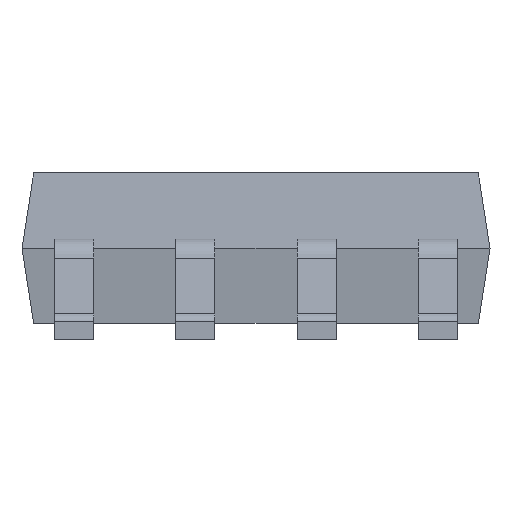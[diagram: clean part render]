
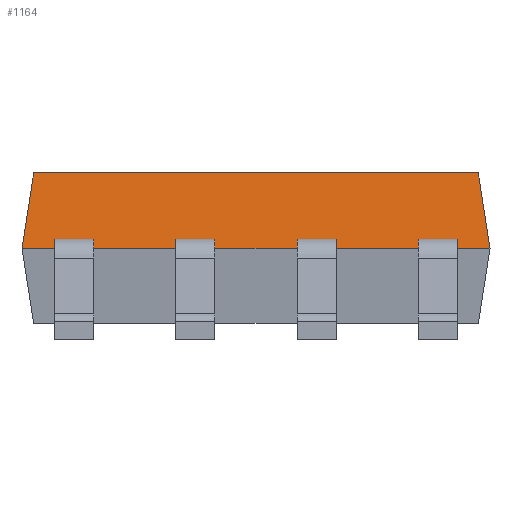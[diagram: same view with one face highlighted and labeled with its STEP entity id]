
A CAD part, left-side view. The second image highlights one B-rep face of the part: STEP entity #1164.
In plain terms, the highlighted free-form (B-spline) face has degree [1, 1] with [2, 2] control points.
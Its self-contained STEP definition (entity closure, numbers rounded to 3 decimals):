
#24 = VERTEX_POINT('',#25);
#25 = CARTESIAN_POINT('',(-1.85,-2.33,1.75));
#31 = EDGE_CURVE('',#24,#32,#34,.T.);
#32 = VERTEX_POINT('',#33);
#33 = CARTESIAN_POINT('',(-1.85,2.33,1.75));
#34 = LINE('',#35,#36);
#35 = CARTESIAN_POINT('',(-1.85,-2.33,1.75));
#36 = VECTOR('',#37,1.);
#37 = DIRECTION('',(0.,1.,0.));
#969 = EDGE_CURVE('',#24,#970,#972,.T.);
#970 = VERTEX_POINT('',#971);
#971 = CARTESIAN_POINT('',(-1.948,-2.453,0.963));
#972 = B_SPLINE_CURVE_WITH_KNOTS('',1,(#973,#974),.UNSPECIFIED.,.F.,.F.,
  (2,2),(0.,1.),.PIECEWISE_BEZIER_KNOTS.);
#973 = CARTESIAN_POINT('',(-1.85,-2.33,1.75));
#974 = CARTESIAN_POINT('',(-1.948,-2.453,0.963));
#1164 = ADVANCED_FACE('',(#1165),#1330,.T.);
#1165 = FACE_BOUND('',#1166,.T.);
#1166 = EDGE_LOOP('',(#1167,#1168,#1169,#1176,#1184,#1196,#1203,#1215,
    #1223,#1233,#1240,#1250,#1258,#1268,#1275,#1285,#1293,#1305,#1312,
    #1324));
#1167 = ORIENTED_EDGE('',*,*,#969,.F.);
#1168 = ORIENTED_EDGE('',*,*,#31,.T.);
#1169 = ORIENTED_EDGE('',*,*,#1170,.T.);
#1170 = EDGE_CURVE('',#32,#1171,#1173,.T.);
#1171 = VERTEX_POINT('',#1172);
#1172 = CARTESIAN_POINT('',(-1.948,2.453,0.963));
#1173 = B_SPLINE_CURVE_WITH_KNOTS('',1,(#1174,#1175),.UNSPECIFIED.,.F.,
  .F.,(2,2),(0.,1.),.PIECEWISE_BEZIER_KNOTS.);
#1174 = CARTESIAN_POINT('',(-1.85,2.33,1.75));
#1175 = CARTESIAN_POINT('',(-1.948,2.453,0.963));
#1176 = ORIENTED_EDGE('',*,*,#1177,.F.);
#1177 = EDGE_CURVE('',#1178,#1171,#1180,.T.);
#1178 = VERTEX_POINT('',#1179);
#1179 = CARTESIAN_POINT('',(-1.948,2.11,0.963));
#1180 = LINE('',#1181,#1182);
#1181 = CARTESIAN_POINT('',(-1.948,-2.453,0.963));
#1182 = VECTOR('',#1183,1.);
#1183 = DIRECTION('',(0.,1.,0.));
#1184 = ORIENTED_EDGE('',*,*,#1185,.F.);
#1185 = EDGE_CURVE('',#1186,#1178,#1188,.T.);
#1186 = VERTEX_POINT('',#1187);
#1187 = CARTESIAN_POINT('',(-1.936,2.11,1.058));
#1188 = B_SPLINE_CURVE_WITH_KNOTS('',6,(#1189,#1190,#1191,#1192,#1193,
    #1194,#1195),.UNSPECIFIED.,.F.,.F.,(7,7),(0.,1.),
  .PIECEWISE_BEZIER_KNOTS.);
#1189 = CARTESIAN_POINT('',(-1.936,2.11,1.058));
#1190 = CARTESIAN_POINT('',(-1.938,2.11,1.041));
#1191 = CARTESIAN_POINT('',(-1.939,2.11,1.028));
#1192 = CARTESIAN_POINT('',(-1.942,2.11,1.011));
#1193 = CARTESIAN_POINT('',(-1.944,2.11,0.989));
#1194 = CARTESIAN_POINT('',(-1.947,2.11,0.968));
#1195 = CARTESIAN_POINT('',(-1.948,2.11,0.963));
#1196 = ORIENTED_EDGE('',*,*,#1197,.T.);
#1197 = EDGE_CURVE('',#1186,#1198,#1200,.T.);
#1198 = VERTEX_POINT('',#1199);
#1199 = CARTESIAN_POINT('',(-1.936,1.7,1.058));
#1200 = B_SPLINE_CURVE_WITH_KNOTS('',1,(#1201,#1202),.UNSPECIFIED.,.F.,
  .F.,(2,2),(0.,1.),.PIECEWISE_BEZIER_KNOTS.);
#1201 = CARTESIAN_POINT('',(-1.936,2.11,1.058));
#1202 = CARTESIAN_POINT('',(-1.936,1.7,1.058));
#1203 = ORIENTED_EDGE('',*,*,#1204,.T.);
#1204 = EDGE_CURVE('',#1198,#1205,#1207,.T.);
#1205 = VERTEX_POINT('',#1206);
#1206 = CARTESIAN_POINT('',(-1.948,1.7,0.963));
#1207 = B_SPLINE_CURVE_WITH_KNOTS('',6,(#1208,#1209,#1210,#1211,#1212,
    #1213,#1214),.UNSPECIFIED.,.F.,.F.,(7,7),(0.,1.),
  .PIECEWISE_BEZIER_KNOTS.);
#1208 = CARTESIAN_POINT('',(-1.936,1.7,1.058));
#1209 = CARTESIAN_POINT('',(-1.938,1.7,1.039));
#1210 = CARTESIAN_POINT('',(-1.94,1.7,1.026));
#1211 = CARTESIAN_POINT('',(-1.942,1.7,1.009));
#1212 = CARTESIAN_POINT('',(-1.944,1.7,0.988));
#1213 = CARTESIAN_POINT('',(-1.947,1.7,0.967));
#1214 = CARTESIAN_POINT('',(-1.948,1.7,0.963));
#1215 = ORIENTED_EDGE('',*,*,#1216,.F.);
#1216 = EDGE_CURVE('',#1217,#1205,#1219,.T.);
#1217 = VERTEX_POINT('',#1218);
#1218 = CARTESIAN_POINT('',(-1.948,0.84,0.963));
#1219 = LINE('',#1220,#1221);
#1220 = CARTESIAN_POINT('',(-1.948,-2.453,0.963));
#1221 = VECTOR('',#1222,1.);
#1222 = DIRECTION('',(0.,1.,0.));
#1223 = ORIENTED_EDGE('',*,*,#1224,.F.);
#1224 = EDGE_CURVE('',#1225,#1217,#1227,.T.);
#1225 = VERTEX_POINT('',#1226);
#1226 = CARTESIAN_POINT('',(-1.936,0.84,1.058));
#1227 = B_SPLINE_CURVE_WITH_KNOTS('',4,(#1228,#1229,#1230,#1231,#1232),
  .UNSPECIFIED.,.F.,.F.,(5,5),(0.,1.),.PIECEWISE_BEZIER_KNOTS.);
#1228 = CARTESIAN_POINT('',(-1.936,0.84,1.058));
#1229 = CARTESIAN_POINT('',(-1.939,0.84,1.034));
#1230 = CARTESIAN_POINT('',(-1.942,0.84,1.01));
#1231 = CARTESIAN_POINT('',(-1.945,0.84,0.986));
#1232 = CARTESIAN_POINT('',(-1.948,0.84,0.963));
#1233 = ORIENTED_EDGE('',*,*,#1234,.T.);
#1234 = EDGE_CURVE('',#1225,#1235,#1237,.T.);
#1235 = VERTEX_POINT('',#1236);
#1236 = CARTESIAN_POINT('',(-1.936,0.43,1.058));
#1237 = B_SPLINE_CURVE_WITH_KNOTS('',1,(#1238,#1239),.UNSPECIFIED.,.F.,
  .F.,(2,2),(0.,1.),.PIECEWISE_BEZIER_KNOTS.);
#1238 = CARTESIAN_POINT('',(-1.936,0.84,1.058));
#1239 = CARTESIAN_POINT('',(-1.936,0.43,1.058));
#1240 = ORIENTED_EDGE('',*,*,#1241,.T.);
#1241 = EDGE_CURVE('',#1235,#1242,#1244,.T.);
#1242 = VERTEX_POINT('',#1243);
#1243 = CARTESIAN_POINT('',(-1.948,0.43,0.963));
#1244 = B_SPLINE_CURVE_WITH_KNOTS('',4,(#1245,#1246,#1247,#1248,#1249),
  .UNSPECIFIED.,.F.,.F.,(5,5),(0.,1.),.PIECEWISE_BEZIER_KNOTS.);
#1245 = CARTESIAN_POINT('',(-1.936,0.43,1.058));
#1246 = CARTESIAN_POINT('',(-1.939,0.43,1.034));
#1247 = CARTESIAN_POINT('',(-1.942,0.43,1.01));
#1248 = CARTESIAN_POINT('',(-1.945,0.43,0.986));
#1249 = CARTESIAN_POINT('',(-1.948,0.43,0.963));
#1250 = ORIENTED_EDGE('',*,*,#1251,.F.);
#1251 = EDGE_CURVE('',#1252,#1242,#1254,.T.);
#1252 = VERTEX_POINT('',#1253);
#1253 = CARTESIAN_POINT('',(-1.948,-0.43,0.963));
#1254 = LINE('',#1255,#1256);
#1255 = CARTESIAN_POINT('',(-1.948,-2.453,0.963));
#1256 = VECTOR('',#1257,1.);
#1257 = DIRECTION('',(0.,1.,0.));
#1258 = ORIENTED_EDGE('',*,*,#1259,.F.);
#1259 = EDGE_CURVE('',#1260,#1252,#1262,.T.);
#1260 = VERTEX_POINT('',#1261);
#1261 = CARTESIAN_POINT('',(-1.936,-0.43,1.058));
#1262 = B_SPLINE_CURVE_WITH_KNOTS('',4,(#1263,#1264,#1265,#1266,#1267),
  .UNSPECIFIED.,.F.,.F.,(5,5),(0.,1.),.PIECEWISE_BEZIER_KNOTS.);
#1263 = CARTESIAN_POINT('',(-1.936,-0.43,1.058));
#1264 = CARTESIAN_POINT('',(-1.939,-0.43,1.034));
#1265 = CARTESIAN_POINT('',(-1.942,-0.43,1.01));
#1266 = CARTESIAN_POINT('',(-1.945,-0.43,0.986));
#1267 = CARTESIAN_POINT('',(-1.948,-0.43,0.963));
#1268 = ORIENTED_EDGE('',*,*,#1269,.T.);
#1269 = EDGE_CURVE('',#1260,#1270,#1272,.T.);
#1270 = VERTEX_POINT('',#1271);
#1271 = CARTESIAN_POINT('',(-1.936,-0.84,1.058));
#1272 = B_SPLINE_CURVE_WITH_KNOTS('',1,(#1273,#1274),.UNSPECIFIED.,.F.,
  .F.,(2,2),(0.,1.),.PIECEWISE_BEZIER_KNOTS.);
#1273 = CARTESIAN_POINT('',(-1.936,-0.43,1.058));
#1274 = CARTESIAN_POINT('',(-1.936,-0.84,1.058));
#1275 = ORIENTED_EDGE('',*,*,#1276,.T.);
#1276 = EDGE_CURVE('',#1270,#1277,#1279,.T.);
#1277 = VERTEX_POINT('',#1278);
#1278 = CARTESIAN_POINT('',(-1.948,-0.84,0.963));
#1279 = B_SPLINE_CURVE_WITH_KNOTS('',4,(#1280,#1281,#1282,#1283,#1284),
  .UNSPECIFIED.,.F.,.F.,(5,5),(0.,1.),.PIECEWISE_BEZIER_KNOTS.);
#1280 = CARTESIAN_POINT('',(-1.936,-0.84,1.058));
#1281 = CARTESIAN_POINT('',(-1.939,-0.84,1.034));
#1282 = CARTESIAN_POINT('',(-1.942,-0.84,1.01));
#1283 = CARTESIAN_POINT('',(-1.945,-0.84,0.986));
#1284 = CARTESIAN_POINT('',(-1.948,-0.84,0.963));
#1285 = ORIENTED_EDGE('',*,*,#1286,.F.);
#1286 = EDGE_CURVE('',#1287,#1277,#1289,.T.);
#1287 = VERTEX_POINT('',#1288);
#1288 = CARTESIAN_POINT('',(-1.948,-1.7,0.963));
#1289 = LINE('',#1290,#1291);
#1290 = CARTESIAN_POINT('',(-1.948,-2.453,0.963));
#1291 = VECTOR('',#1292,1.);
#1292 = DIRECTION('',(0.,1.,0.));
#1293 = ORIENTED_EDGE('',*,*,#1294,.F.);
#1294 = EDGE_CURVE('',#1295,#1287,#1297,.T.);
#1295 = VERTEX_POINT('',#1296);
#1296 = CARTESIAN_POINT('',(-1.936,-1.7,1.058));
#1297 = B_SPLINE_CURVE_WITH_KNOTS('',6,(#1298,#1299,#1300,#1301,#1302,
    #1303,#1304),.UNSPECIFIED.,.F.,.F.,(7,7),(0.,1.),
  .PIECEWISE_BEZIER_KNOTS.);
#1298 = CARTESIAN_POINT('',(-1.936,-1.7,1.058));
#1299 = CARTESIAN_POINT('',(-1.938,-1.7,1.039));
#1300 = CARTESIAN_POINT('',(-1.94,-1.7,1.026));
#1301 = CARTESIAN_POINT('',(-1.942,-1.7,1.009));
#1302 = CARTESIAN_POINT('',(-1.944,-1.7,0.988));
#1303 = CARTESIAN_POINT('',(-1.947,-1.7,0.967));
#1304 = CARTESIAN_POINT('',(-1.948,-1.7,0.963));
#1305 = ORIENTED_EDGE('',*,*,#1306,.T.);
#1306 = EDGE_CURVE('',#1295,#1307,#1309,.T.);
#1307 = VERTEX_POINT('',#1308);
#1308 = CARTESIAN_POINT('',(-1.936,-2.11,1.058));
#1309 = B_SPLINE_CURVE_WITH_KNOTS('',1,(#1310,#1311),.UNSPECIFIED.,.F.,
  .F.,(2,2),(0.,1.),.PIECEWISE_BEZIER_KNOTS.);
#1310 = CARTESIAN_POINT('',(-1.936,-1.7,1.058));
#1311 = CARTESIAN_POINT('',(-1.936,-2.11,1.058));
#1312 = ORIENTED_EDGE('',*,*,#1313,.T.);
#1313 = EDGE_CURVE('',#1307,#1314,#1316,.T.);
#1314 = VERTEX_POINT('',#1315);
#1315 = CARTESIAN_POINT('',(-1.948,-2.11,0.963));
#1316 = B_SPLINE_CURVE_WITH_KNOTS('',6,(#1317,#1318,#1319,#1320,#1321,
    #1322,#1323),.UNSPECIFIED.,.F.,.F.,(7,7),(0.,1.),
  .PIECEWISE_BEZIER_KNOTS.);
#1317 = CARTESIAN_POINT('',(-1.936,-2.11,1.058));
#1318 = CARTESIAN_POINT('',(-1.938,-2.11,1.041));
#1319 = CARTESIAN_POINT('',(-1.939,-2.11,1.028));
#1320 = CARTESIAN_POINT('',(-1.942,-2.11,1.011));
#1321 = CARTESIAN_POINT('',(-1.944,-2.11,0.989));
#1322 = CARTESIAN_POINT('',(-1.947,-2.11,0.968));
#1323 = CARTESIAN_POINT('',(-1.948,-2.11,0.963));
#1324 = ORIENTED_EDGE('',*,*,#1325,.F.);
#1325 = EDGE_CURVE('',#970,#1314,#1326,.T.);
#1326 = LINE('',#1327,#1328);
#1327 = CARTESIAN_POINT('',(-1.948,-2.453,0.963));
#1328 = VECTOR('',#1329,1.);
#1329 = DIRECTION('',(0.,1.,0.));
#1330 = B_SPLINE_SURFACE_WITH_KNOTS('',1,1,(
    (#1331,#1332)
    ,(#1333,#1334
    )),.UNSPECIFIED.,.F.,.F.,.F.,(2,2),(2,2),(0.,4.905),(0.,1.),
  .PIECEWISE_BEZIER_KNOTS.);
#1331 = CARTESIAN_POINT('',(-1.85,-2.33,1.75));
#1332 = CARTESIAN_POINT('',(-1.948,-2.453,0.963));
#1333 = CARTESIAN_POINT('',(-1.85,2.33,1.75));
#1334 = CARTESIAN_POINT('',(-1.948,2.453,0.963));
